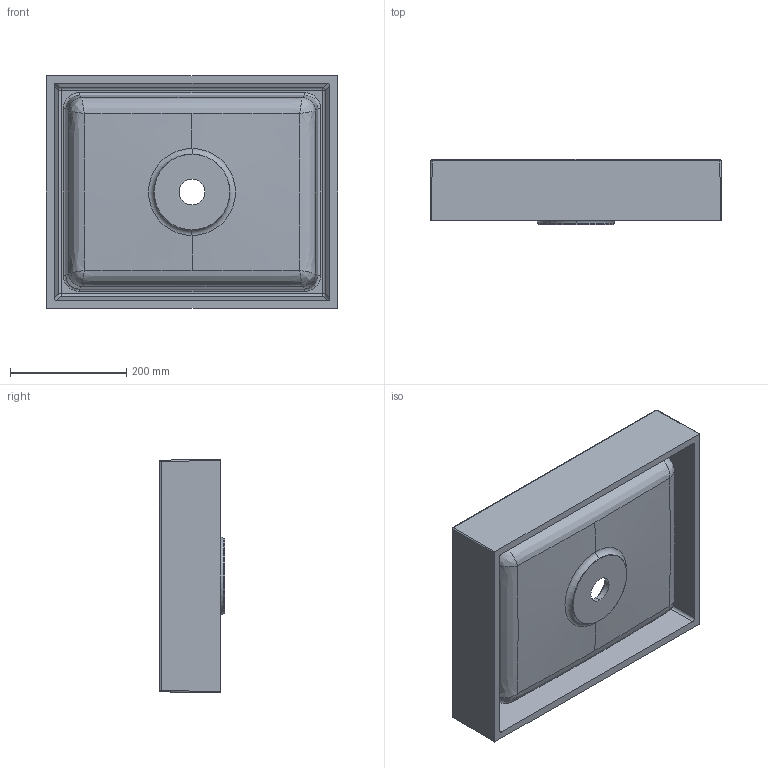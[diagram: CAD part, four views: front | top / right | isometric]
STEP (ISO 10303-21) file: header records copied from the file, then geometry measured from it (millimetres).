
FILE_DESCRIPTION (( 'STEP AP203' ), '1' );
FILE_NAME ('6301270510.STEP', '2020-12-16T22:23:18', ( '' ), ( '' ), 'SwSTEP 2.0', 'SolidWorks 2019', '' );
FILE_SCHEMA (( 'CONFIG_CONTROL_DESIGN' ));
Length unit declared in the file: millimetre
Products named in the file (1): 6301270510
Bounding box: 500 x 112 x 400 mm (x, y, z)
Volume: 6765029.5 mm3; surface area: 899063.3 mm2
Topology: 1 solids, 1 shells, 114 faces, 272 edges, 148 vertices
Faces by surface type: bspline 44, cylinder 34, plane 20, cone 8, torus 4, sphere 4
Entity records: 5219 total; most frequent: CARTESIAN_POINT 2981, ORIENTED_EDGE 516, DIRECTION 376, EDGE_CURVE 258, VERTEX_POINT 148, AXIS2_PLACEMENT_3D 147, EDGE_LOOP 118, ADVANCED_FACE 114
